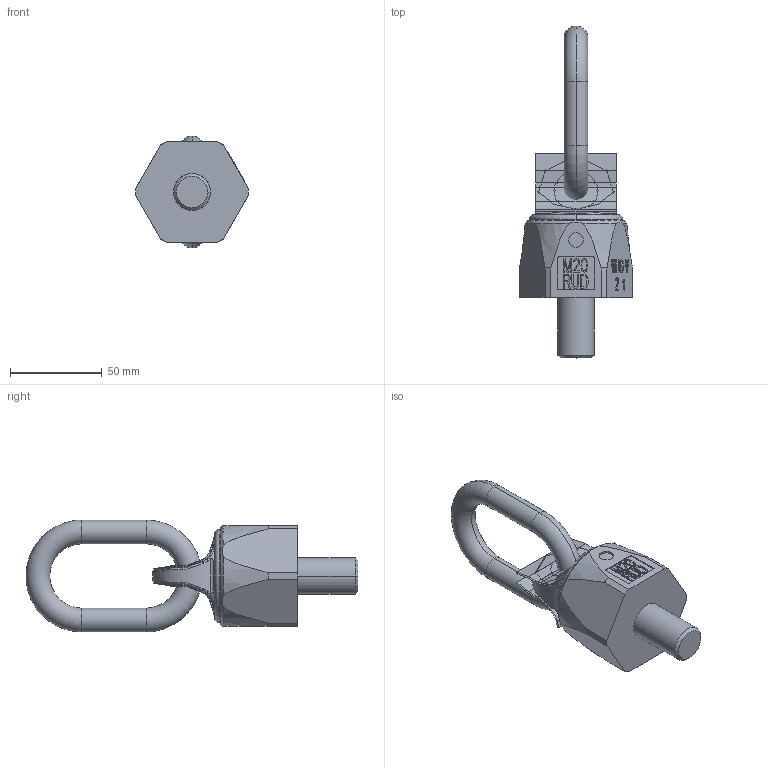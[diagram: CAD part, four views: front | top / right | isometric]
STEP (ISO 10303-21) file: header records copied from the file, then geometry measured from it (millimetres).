
FILE_DESCRIPTION((''),'2;1');
FILE_NAME('001-M31711-P-1_ASM','2004-10-07T',('Haas'),(''),'PRO/ENGINEER BY PARAMETRIC TECHNOLOGY CORPORATION, 2003450','PRO/ENGINEER BY PARAMETRIC TECHNOLOGY CORPORATION, 2003450','');
FILE_SCHEMA(('CONFIG_CONTROL_DESIGN'));
Length unit declared in the file: millimetre
Products named in the file (5): 001-M31711-P-1; 001-M31711-P-4; 001-M31711-P-2; 001-M31711-P-3; 001-M31711-P-1_ASM
Assembly tree (4 placements, depth 2):
  001-M31711-P-1_ASM
    001-M31711-P-1
    001-M31711-P-4
    001-M31711-P-2
    001-M31711-P-3
Bounding box: 61.5 x 180.93 x 61 mm (x, y, z)
Volume: 161313.4 mm3; surface area: 48300.7 mm2
Topology: 4 solids, 8 shells, 641 faces, 1715 edges, 1106 vertices
Faces by surface type: plane 448, cylinder 87, bspline 65, cone 24, torus 17
Entity records: 22408 total; most frequent: CARTESIAN_POINT 6876, ORIENTED_EDGE 3374, DIRECTION 2869, EDGE_CURVE 1715, VECTOR 1271, LINE 1271, VERTEX_POINT 1106, AXIS2_PLACEMENT_3D 799
